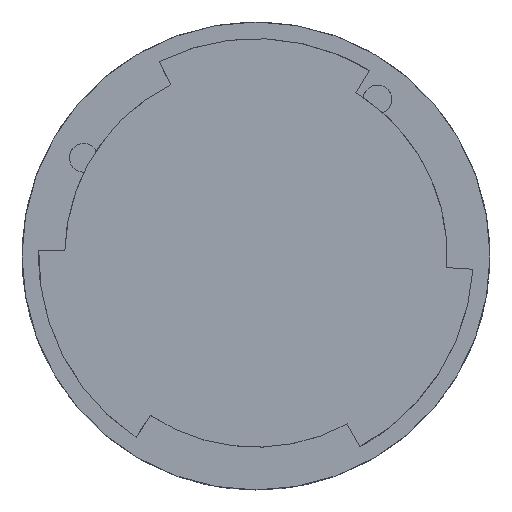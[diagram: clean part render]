
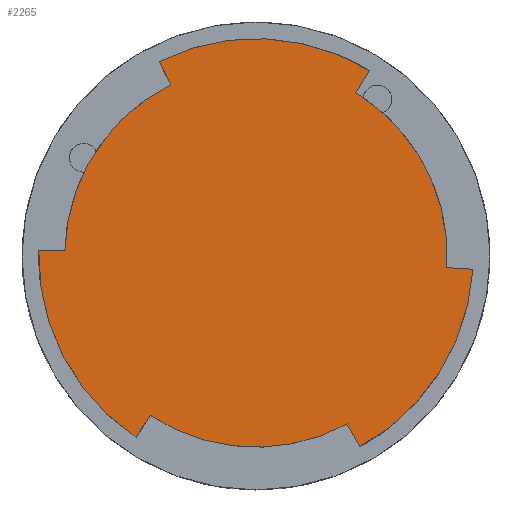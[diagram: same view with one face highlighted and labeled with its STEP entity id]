
A CAD part, top view. The second image highlights one B-rep face of the part: STEP entity #2265.
In plain terms, the highlighted planar face has unit normal (0, 0, 1).
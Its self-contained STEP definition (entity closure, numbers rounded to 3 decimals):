
#92=PLANE('',#2455);
#245=FACE_OUTER_BOUND('',#374,.T.);
#374=EDGE_LOOP('',(#2093,#2094,#2095,#2096,#2097,#2098,#2099,#2100,#2101,
#2102,#2103,#2104));
#437=LINE('',#6760,#520);
#443=LINE('',#6778,#526);
#450=LINE('',#6798,#533);
#459=LINE('',#6821,#542);
#461=LINE('',#6825,#544);
#462=LINE('',#6828,#545);
#520=VECTOR('',#2809,10.);
#526=VECTOR('',#2827,10.);
#533=VECTOR('',#2846,10.);
#542=VECTOR('',#2869,10.);
#544=VECTOR('',#2873,10.);
#545=VECTOR('',#2876,10.);
#768=CIRCLE('',#2327,21.25);
#816=CIRCLE('',#2427,21.25);
#828=CIRCLE('',#2456,24.15);
#829=CIRCLE('',#2457,21.25);
#830=CIRCLE('',#2458,24.15);
#831=CIRCLE('',#2459,24.15);
#898=VERTEX_POINT('',#3467);
#899=VERTEX_POINT('',#3469);
#1048=VERTEX_POINT('',#6627);
#1049=VERTEX_POINT('',#6629);
#1050=VERTEX_POINT('',#6759);
#1056=VERTEX_POINT('',#6777);
#1062=VERTEX_POINT('',#6795);
#1063=VERTEX_POINT('',#6797);
#1069=VERTEX_POINT('',#6817);
#1070=VERTEX_POINT('',#6819);
#1071=VERTEX_POINT('',#6823);
#1072=VERTEX_POINT('',#6827);
#1143=EDGE_CURVE('',#899,#898,#768,.T.);
#1379=EDGE_CURVE('',#1049,#1048,#816,.T.);
#1388=EDGE_CURVE('',#1050,#899,#437,.T.);
#1397=EDGE_CURVE('',#1049,#1056,#443,.T.);
#1407=EDGE_CURVE('',#1063,#1062,#450,.T.);
#1419=EDGE_CURVE('',#1070,#1069,#459,.T.);
#1421=EDGE_CURVE('',#898,#1071,#461,.T.);
#1422=EDGE_CURVE('',#1048,#1072,#462,.T.);
#1423=EDGE_CURVE('',#1072,#1063,#828,.T.);
#1424=EDGE_CURVE('',#1062,#1069,#829,.T.);
#1425=EDGE_CURVE('',#1070,#1050,#830,.T.);
#1426=EDGE_CURVE('',#1071,#1056,#831,.T.);
#2093=ORIENTED_EDGE('',*,*,#1379,.T.);
#2094=ORIENTED_EDGE('',*,*,#1422,.T.);
#2095=ORIENTED_EDGE('',*,*,#1423,.T.);
#2096=ORIENTED_EDGE('',*,*,#1407,.T.);
#2097=ORIENTED_EDGE('',*,*,#1424,.T.);
#2098=ORIENTED_EDGE('',*,*,#1419,.F.);
#2099=ORIENTED_EDGE('',*,*,#1425,.T.);
#2100=ORIENTED_EDGE('',*,*,#1388,.T.);
#2101=ORIENTED_EDGE('',*,*,#1143,.T.);
#2102=ORIENTED_EDGE('',*,*,#1421,.T.);
#2103=ORIENTED_EDGE('',*,*,#1426,.T.);
#2104=ORIENTED_EDGE('',*,*,#1397,.F.);
#2265=ADVANCED_FACE('',(#245),#92,.F.);
#2327=AXIS2_PLACEMENT_3D('',#3470,#2549,#2550);
#2427=AXIS2_PLACEMENT_3D('',#6630,#2792,#2793);
#2455=AXIS2_PLACEMENT_3D('',#6826,#2874,#2875);
#2456=AXIS2_PLACEMENT_3D('',#6829,#2877,#2878);
#2457=AXIS2_PLACEMENT_3D('',#6830,#2879,#2880);
#2458=AXIS2_PLACEMENT_3D('',#6831,#2881,#2882);
#2459=AXIS2_PLACEMENT_3D('',#6832,#2883,#2884);
#2549=DIRECTION('center_axis',(0.,0.,1.));
#2550=DIRECTION('ref_axis',(0.,1.,0.));
#2792=DIRECTION('center_axis',(0.,0.,1.));
#2793=DIRECTION('ref_axis',(0.,1.,0.));
#2809=DIRECTION('',(-0.998,0.061,0.));
#2827=DIRECTION('',(-0.446,0.895,0.));
#2846=DIRECTION('',(0.552,0.834,0.));
#2869=DIRECTION('',(-0.477,0.879,0.));
#2873=DIRECTION('',(0.522,0.853,0.));
#2874=DIRECTION('center_axis',(0.,0.,-1.));
#2875=DIRECTION('ref_axis',(1.,0.,0.));
#2876=DIRECTION('',(-1.,0.026,0.));
#2877=DIRECTION('center_axis',(0.,0.,1.));
#2878=DIRECTION('ref_axis',(-0.552,-0.834,0.));
#2879=DIRECTION('center_axis',(0.,0.,1.));
#2880=DIRECTION('ref_axis',(0.,1.,0.));
#2881=DIRECTION('center_axis',(0.,0.,1.));
#2882=DIRECTION('ref_axis',(0.998,-0.061,0.));
#2883=DIRECTION('center_axis',(0.,0.,1.));
#2884=DIRECTION('ref_axis',(-0.446,0.895,0.));
#3467=CARTESIAN_POINT('',(11.103,18.119,-9.4));
#3469=CARTESIAN_POINT('',(21.21,-1.297,-9.4));
#3470=CARTESIAN_POINT('Origin',(0.,0.,-9.4));
#6627=CARTESIAN_POINT('',(-21.243,0.556,-9.4));
#6629=CARTESIAN_POINT('',(-9.482,19.017,-9.4));
#6630=CARTESIAN_POINT('Origin',(0.,0.,-9.4));
#6759=CARTESIAN_POINT('',(24.105,-1.474,-9.4));
#6760=CARTESIAN_POINT('',(11.868,-0.726,-9.4));
#6777=CARTESIAN_POINT('',(-10.776,21.613,-9.4));
#6778=CARTESIAN_POINT('',(-9.516,19.086,-9.4));
#6795=CARTESIAN_POINT('',(-11.729,-17.72,-9.4));
#6797=CARTESIAN_POINT('',(-13.329,-20.138,-9.4));
#6798=CARTESIAN_POINT('',(-1.661,-2.509,-9.4));
#6817=CARTESIAN_POINT('',(10.14,-18.675,-9.4));
#6819=CARTESIAN_POINT('',(11.523,-21.223,-9.4));
#6821=CARTESIAN_POINT('',(0.744,-1.369,-9.4));
#6823=CARTESIAN_POINT('',(12.618,20.591,-9.4));
#6825=CARTESIAN_POINT('',(10.385,16.947,-9.4));
#6826=CARTESIAN_POINT('Origin',(0.921,21.134,-9.4));
#6827=CARTESIAN_POINT('',(-24.142,0.632,-9.4));
#6828=CARTESIAN_POINT('',(-10.438,0.273,-9.4));
#6829=CARTESIAN_POINT('Origin',(0.,0.,-9.4));
#6830=CARTESIAN_POINT('Origin',(0.,0.,-9.4));
#6831=CARTESIAN_POINT('Origin',(0.,0.,-9.4));
#6832=CARTESIAN_POINT('Origin',(0.,0.,-9.4));
